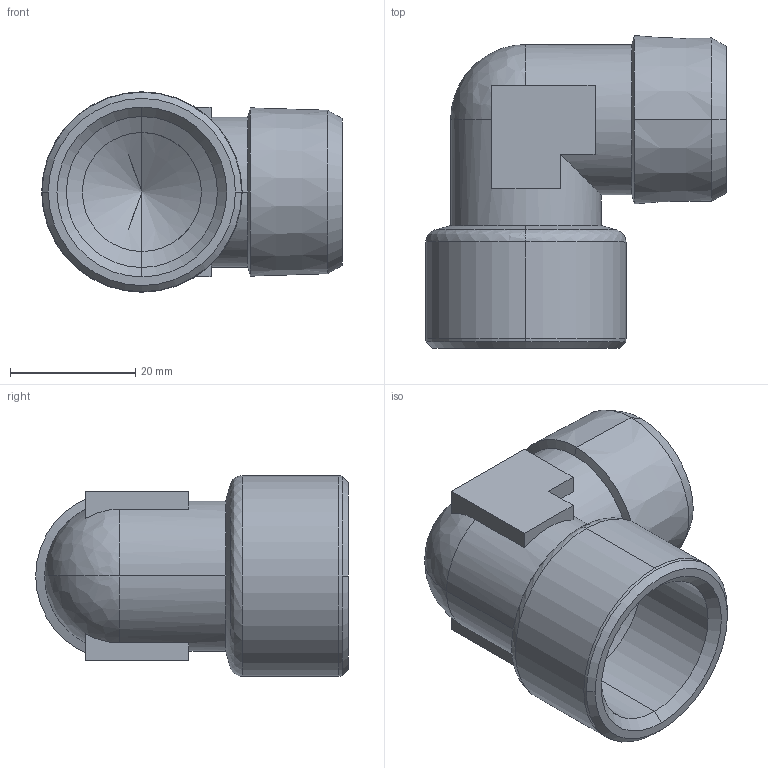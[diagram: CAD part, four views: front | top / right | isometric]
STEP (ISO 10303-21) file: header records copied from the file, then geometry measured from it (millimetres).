
FILE_DESCRIPTION (( 'STEP AP214' ), '1' );
FILE_NAME ('DRF.MF05_L.STEP', '2018-09-03T09:56:13', ( '' ), ( '' ), 'SwSTEP 2.0', 'SolidWorks 2018', '' );
FILE_SCHEMA (( 'AUTOMOTIVE_DESIGN' ));
Length unit declared in the file: millimetre
Products named in the file (1): DRF.MF05_L
Bounding box: 48 x 49.94 x 32 mm (x, y, z)
Volume: 18203.2 mm3; surface area: 11094 mm2
Topology: 1 solids, 1 shells, 57 faces, 139 edges, 80 vertices
Faces by surface type: cone 20, plane 16, cylinder 15, bspline 6
Entity records: 1858 total; most frequent: CARTESIAN_POINT 490, DIRECTION 278, ORIENTED_EDGE 270, EDGE_CURVE 135, AXIS2_PLACEMENT_3D 106, VERTEX_POINT 80, VECTOR 66, LINE 66
